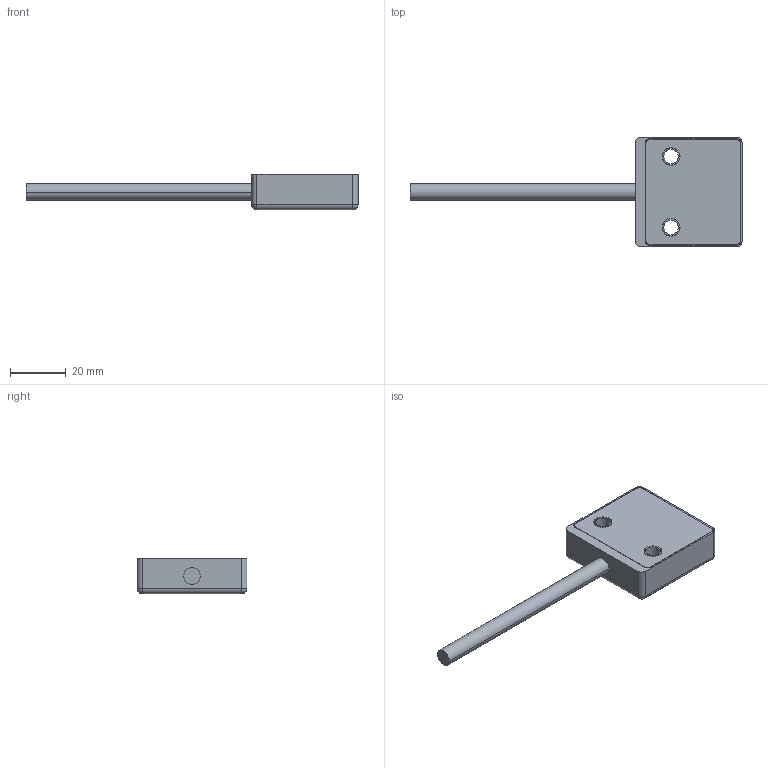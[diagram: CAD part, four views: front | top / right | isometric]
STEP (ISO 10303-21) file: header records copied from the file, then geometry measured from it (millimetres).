
FILE_DESCRIPTION((''),'2;1');
FILE_NAME('URSCHEL_ASM_ASM','2020-01-23T10:39:57',('jmattern'),(''),'CREO PARAMETRIC BY PTC INC, 2019292','CREO PARAMETRIC BY PTC INC, 2019292','');
FILE_SCHEMA(('CONFIG_CONTROL_DESIGN'));
Products named in the file (3): 104-4331; 1044369; URSCHEL_ASM_ASM
Assembly tree (2 placements, depth 2):
  URSCHEL_ASM_ASM
    104-4331
    1044369
Bounding box: 118.9 x 39.29 x 12.7 mm (x, y, z)
Volume: 20634.7 mm3; surface area: 9445.4 mm2
Topology: 2 solids, 2 shells, 54 faces, 134 edges, 88 vertices
Faces by surface type: cylinder 30, plane 20, sphere 4
Entity records: 1740 total; most frequent: DIRECTION 320, CARTESIAN_POINT 281, ORIENTED_EDGE 268, EDGE_CURVE 134, AXIS2_PLACEMENT_3D 127, VERTEX_POINT 88, CIRCLE 68, VECTOR 66
